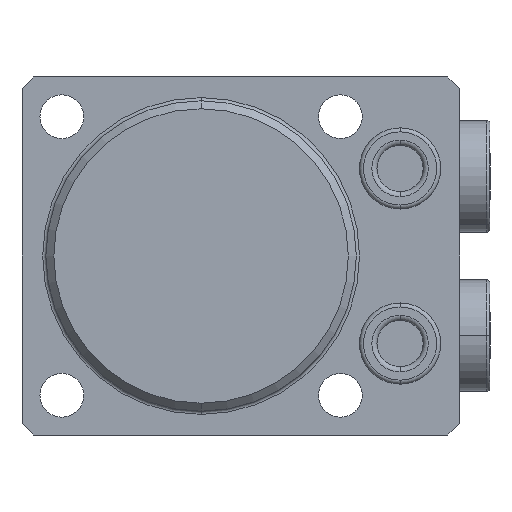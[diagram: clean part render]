
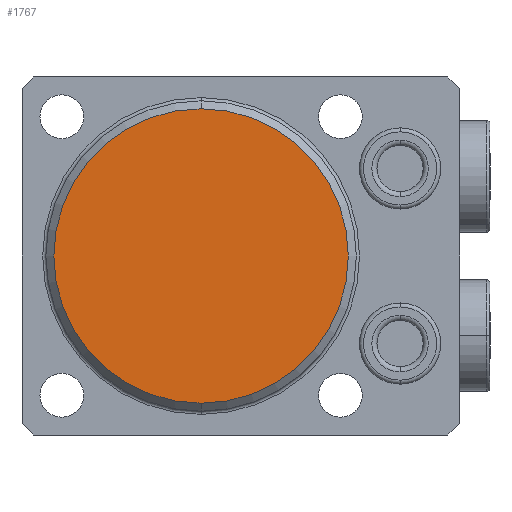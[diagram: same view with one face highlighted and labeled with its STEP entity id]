
A CAD part, front view. The second image highlights one B-rep face of the part: STEP entity #1767.
In plain terms, the highlighted planar face has unit normal (0, -1, 0).
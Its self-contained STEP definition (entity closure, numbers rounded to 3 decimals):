
#1235 = EDGE_CURVE ( 'NONE', #3056, #3058, #5825, .T. ) ;
#1363 = EDGE_CURVE ( 'NONE', #3058, #3056, #5636, .T. ) ;
#1767 = ADVANCED_FACE ( 'NONE', ( #1981 ), #8001, .F. ) ;
#1981 = FACE_OUTER_BOUND ( 'NONE', #6404, .T. ) ;
#2661 = DIRECTION ( 'NONE',  ( 0., 0., 1. ) ) ;
#2662 = DIRECTION ( 'NONE',  ( 0., -1., 0. ) ) ;
#2663 = CARTESIAN_POINT ( 'NONE',  ( 0., -33.5, 0. ) ) ;
#3056 = VERTEX_POINT ( 'NONE', #8438 ) ;
#3058 = VERTEX_POINT ( 'NONE', #8432 ) ;
#4973 = ORIENTED_EDGE ( 'NONE', *, *, #1363, .T. ) ;
#4989 = ORIENTED_EDGE ( 'NONE', *, *, #1235, .T. ) ;
#5178 = AXIS2_PLACEMENT_3D ( 'NONE', #8013, #7997, #8006 ) ;
#5636 = CIRCLE ( 'NONE', #6182, 18.5 ) ;
#5825 = CIRCLE ( 'NONE', #6269, 18.5 ) ;
#6182 = AXIS2_PLACEMENT_3D ( 'NONE', #2663, #2662, #2661 ) ;
#6269 = AXIS2_PLACEMENT_3D ( 'NONE', #7554, #7552, #7550 ) ;
#6404 = EDGE_LOOP ( 'NONE', ( #4973, #4989 ) ) ;
#7550 = DIRECTION ( 'NONE',  ( 0., 0., 1. ) ) ;
#7552 = DIRECTION ( 'NONE',  ( 0., -1., 0. ) ) ;
#7554 = CARTESIAN_POINT ( 'NONE',  ( 0., -33.5, 0. ) ) ;
#7997 = DIRECTION ( 'NONE',  ( 0., 1., 0. ) ) ;
#8001 = PLANE ( 'NONE',  #5178 ) ;
#8006 = DIRECTION ( 'NONE',  ( 0., 0., 1. ) ) ;
#8013 = CARTESIAN_POINT ( 'NONE',  ( 0., -33.5, 0. ) ) ;
#8432 = CARTESIAN_POINT ( 'NONE',  ( 0., -33.5, 18.5 ) ) ;
#8438 = CARTESIAN_POINT ( 'NONE',  ( 0., -33.5, -18.5 ) ) ;
